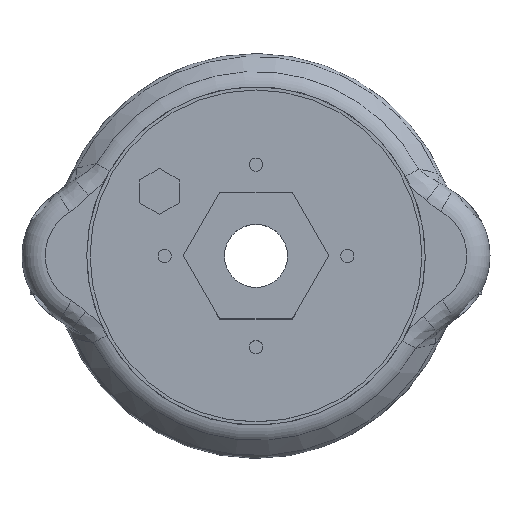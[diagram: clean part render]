
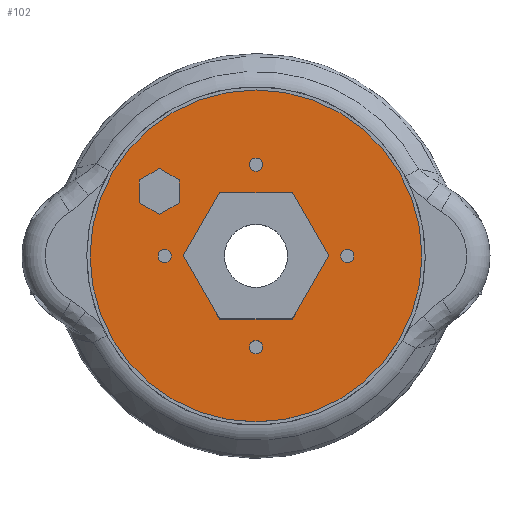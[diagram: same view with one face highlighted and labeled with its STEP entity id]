
A CAD part, top view. The second image highlights one B-rep face of the part: STEP entity #102.
In plain terms, the highlighted planar face has unit normal (0, 0, 1).
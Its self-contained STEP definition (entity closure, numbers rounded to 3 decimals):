
#102 = ADVANCED_FACE( '', ( #234, #235, #236, #237, #238, #239, #240 ), #241, .F. );
#234 = FACE_BOUND( '', #924, .T. );
#235 = FACE_BOUND( '', #925, .T. );
#236 = FACE_BOUND( '', #926, .T. );
#237 = FACE_BOUND( '', #927, .T. );
#238 = FACE_BOUND( '', #928, .T. );
#239 = FACE_OUTER_BOUND( '', #929, .T. );
#240 = FACE_BOUND( '', #930, .T. );
#241 = PLANE( '', #931 );
#924 = EDGE_LOOP( '', ( #2278, #2279, #2280, #2281, #2282, #2283 ) );
#925 = EDGE_LOOP( '', ( #2284 ) );
#926 = EDGE_LOOP( '', ( #2285 ) );
#927 = EDGE_LOOP( '', ( #2286 ) );
#928 = EDGE_LOOP( '', ( #2287 ) );
#929 = EDGE_LOOP( '', ( #2288 ) );
#930 = EDGE_LOOP( '', ( #2289, #2290, #2291, #2292, #2293, #2294 ) );
#931 = AXIS2_PLACEMENT_3D( '', #2295, #2296, #2297 );
#2278 = ORIENTED_EDGE( '', *, *, #2786, .F. );
#2279 = ORIENTED_EDGE( '', *, *, #2846, .F. );
#2280 = ORIENTED_EDGE( '', *, *, #2844, .F. );
#2281 = ORIENTED_EDGE( '', *, *, #2854, .F. );
#2282 = ORIENTED_EDGE( '', *, *, #2837, .F. );
#2283 = ORIENTED_EDGE( '', *, *, #2834, .F. );
#2284 = ORIENTED_EDGE( '', *, *, #2856, .T. );
#2285 = ORIENTED_EDGE( '', *, *, #2857, .T. );
#2286 = ORIENTED_EDGE( '', *, *, #2858, .T. );
#2287 = ORIENTED_EDGE( '', *, *, #2859, .T. );
#2288 = ORIENTED_EDGE( '', *, *, #2860, .F. );
#2289 = ORIENTED_EDGE( '', *, *, #2861, .F. );
#2290 = ORIENTED_EDGE( '', *, *, #2862, .F. );
#2291 = ORIENTED_EDGE( '', *, *, #2863, .F. );
#2292 = ORIENTED_EDGE( '', *, *, #2864, .F. );
#2293 = ORIENTED_EDGE( '', *, *, #2865, .F. );
#2294 = ORIENTED_EDGE( '', *, *, #2866, .F. );
#2295 = CARTESIAN_POINT( '', ( 0., -22.5, 14. ) );
#2296 = DIRECTION( '', ( 0., 0., -1. ) );
#2297 = DIRECTION( '', ( -1., 0., 0. ) );
#2786 = EDGE_CURVE( '', #3016, #3019, #3020, .T. );
#2834 = EDGE_CURVE( '', #3019, #3101, #3102, .T. );
#2837 = EDGE_CURVE( '', #3101, #3106, #3107, .T. );
#2844 = EDGE_CURVE( '', #3116, #3118, #3119, .T. );
#2846 = EDGE_CURVE( '', #3118, #3016, #3121, .T. );
#2854 = EDGE_CURVE( '', #3106, #3116, #3136, .T. );
#2856 = EDGE_CURVE( '', #3139, #3139, #3140, .T. );
#2857 = EDGE_CURVE( '', #3141, #3141, #3142, .T. );
#2858 = EDGE_CURVE( '', #3143, #3143, #3144, .T. );
#2859 = EDGE_CURVE( '', #3145, #3145, #3146, .T. );
#2860 = EDGE_CURVE( '', #3147, #3147, #3148, .T. );
#2861 = EDGE_CURVE( '', #3149, #3150, #3151, .T. );
#2862 = EDGE_CURVE( '', #3152, #3149, #3153, .T. );
#2863 = EDGE_CURVE( '', #3154, #3152, #3155, .T. );
#2864 = EDGE_CURVE( '', #3156, #3154, #3157, .T. );
#2865 = EDGE_CURVE( '', #3158, #3156, #3159, .T. );
#2866 = EDGE_CURVE( '', #3150, #3158, #3160, .T. );
#3016 = VERTEX_POINT( '', #3344 );
#3019 = VERTEX_POINT( '', #3348 );
#3020 = LINE( '', #3349, #3350 );
#3101 = VERTEX_POINT( '', #3853 );
#3102 = LINE( '', #3854, #3855 );
#3106 = VERTEX_POINT( '', #3861 );
#3107 = LINE( '', #3862, #3863 );
#3116 = VERTEX_POINT( '', #3877 );
#3118 = VERTEX_POINT( '', #3880 );
#3119 = LINE( '', #3881, #3882 );
#3121 = LINE( '', #3885, #3886 );
#3136 = LINE( '', #3907, #3908 );
#3139 = VERTEX_POINT( '', #3911 );
#3140 = CIRCLE( '', #3912, 2. );
#3141 = VERTEX_POINT( '', #3913 );
#3142 = CIRCLE( '', #3914, 2. );
#3143 = VERTEX_POINT( '', #3915 );
#3144 = CIRCLE( '', #3916, 2. );
#3145 = VERTEX_POINT( '', #3917 );
#3146 = CIRCLE( '', #3918, 2. );
#3147 = VERTEX_POINT( '', #3919 );
#3148 = CIRCLE( '', #3920, 50. );
#3149 = VERTEX_POINT( '', #3921 );
#3150 = VERTEX_POINT( '', #3922 );
#3151 = LINE( '', #3923, #3924 );
#3152 = VERTEX_POINT( '', #3925 );
#3153 = LINE( '', #3926, #3927 );
#3154 = VERTEX_POINT( '', #3928 );
#3155 = LINE( '', #3929, #3930 );
#3156 = VERTEX_POINT( '', #3931 );
#3157 = LINE( '', #3932, #3933 );
#3158 = VERTEX_POINT( '', #3934 );
#3159 = LINE( '', #3935, #3936 );
#3160 = LINE( '', #3937, #3938 );
#3344 = CARTESIAN_POINT( '', ( -29.101, 12.517, 14. ) );
#3348 = CARTESIAN_POINT( '', ( -23.101, 15.981, 14. ) );
#3349 = CARTESIAN_POINT( '', ( -29.101, 12.517, 14. ) );
#3350 = VECTOR( '', #4667, 1000. );
#3853 = CARTESIAN_POINT( '', ( -23.101, 22.909, 14. ) );
#3854 = CARTESIAN_POINT( '', ( -23.101, 15.981, 14. ) );
#3855 = VECTOR( '', #4741, 1000. );
#3861 = CARTESIAN_POINT( '', ( -29.101, 26.373, 14. ) );
#3862 = CARTESIAN_POINT( '', ( -23.101, 22.909, 14. ) );
#3863 = VECTOR( '', #4744, 1000. );
#3877 = CARTESIAN_POINT( '', ( -35.101, 22.909, 14. ) );
#3880 = CARTESIAN_POINT( '', ( -35.101, 15.981, 14. ) );
#3881 = CARTESIAN_POINT( '', ( -35.101, 22.909, 14. ) );
#3882 = VECTOR( '', #4751, 1000. );
#3885 = CARTESIAN_POINT( '', ( -35.101, 15.981, 14. ) );
#3886 = VECTOR( '', #4753, 1000. );
#3907 = CARTESIAN_POINT( '', ( -29.101, 26.373, 14. ) );
#3908 = VECTOR( '', #4763, 1000. );
#3911 = CARTESIAN_POINT( '', ( 0., 25.5, 14. ) );
#3912 = AXIS2_PLACEMENT_3D( '', #4767, #4768, #4769 );
#3913 = CARTESIAN_POINT( '', ( 0., -29.5, 14. ) );
#3914 = AXIS2_PLACEMENT_3D( '', #4770, #4771, #4772 );
#3915 = CARTESIAN_POINT( '', ( -27.5, -2., 14. ) );
#3916 = AXIS2_PLACEMENT_3D( '', #4773, #4774, #4775 );
#3917 = CARTESIAN_POINT( '', ( 27.5, -2., 14. ) );
#3918 = AXIS2_PLACEMENT_3D( '', #4776, #4777, #4778 );
#3919 = CARTESIAN_POINT( '', ( -50., 0., 14. ) );
#3920 = AXIS2_PLACEMENT_3D( '', #4779, #4780, #4781 );
#3921 = CARTESIAN_POINT( '', ( 10.97, 19., 14. ) );
#3922 = CARTESIAN_POINT( '', ( -10.97, 19., 14. ) );
#3923 = CARTESIAN_POINT( '', ( 10.97, 19., 14. ) );
#3924 = VECTOR( '', #4782, 1000. );
#3925 = CARTESIAN_POINT( '', ( 21.939, 0., 14. ) );
#3926 = CARTESIAN_POINT( '', ( 21.939, 0., 14. ) );
#3927 = VECTOR( '', #4783, 1000. );
#3928 = CARTESIAN_POINT( '', ( 10.97, -19., 14. ) );
#3929 = CARTESIAN_POINT( '', ( 10.97, -19., 14. ) );
#3930 = VECTOR( '', #4784, 1000. );
#3931 = CARTESIAN_POINT( '', ( -10.97, -19., 14. ) );
#3932 = CARTESIAN_POINT( '', ( -10.97, -19., 14. ) );
#3933 = VECTOR( '', #4785, 1000. );
#3934 = CARTESIAN_POINT( '', ( -21.939, 0., 14. ) );
#3935 = CARTESIAN_POINT( '', ( -21.939, 0., 14. ) );
#3936 = VECTOR( '', #4786, 1000. );
#3937 = CARTESIAN_POINT( '', ( -10.97, 19., 14. ) );
#3938 = VECTOR( '', #4787, 1000. );
#4667 = DIRECTION( '', ( 0.866, 0.5, 0. ) );
#4741 = DIRECTION( '', ( 0., 1., 0. ) );
#4744 = DIRECTION( '', ( -0.866, 0.5, 0. ) );
#4751 = DIRECTION( '', ( 0., -1., 0. ) );
#4753 = DIRECTION( '', ( 0.866, -0.5, 0. ) );
#4763 = DIRECTION( '', ( -0.866, -0.5, 0. ) );
#4767 = CARTESIAN_POINT( '', ( 0., 27.5, 14. ) );
#4768 = DIRECTION( '', ( 0., 0., -1. ) );
#4769 = DIRECTION( '', ( 0., -1., 0. ) );
#4770 = CARTESIAN_POINT( '', ( 0., -27.5, 14. ) );
#4771 = DIRECTION( '', ( 0., 0., -1. ) );
#4772 = DIRECTION( '', ( 0., -1., 0. ) );
#4773 = CARTESIAN_POINT( '', ( -27.5, 0., 14. ) );
#4774 = DIRECTION( '', ( 0., 0., -1. ) );
#4775 = DIRECTION( '', ( 0., -1., 0. ) );
#4776 = CARTESIAN_POINT( '', ( 27.5, 0., 14. ) );
#4777 = DIRECTION( '', ( 0., 0., -1. ) );
#4778 = DIRECTION( '', ( 0., -1., 0. ) );
#4779 = CARTESIAN_POINT( '', ( 0., 0., 14. ) );
#4780 = DIRECTION( '', ( 0., 0., -1. ) );
#4781 = DIRECTION( '', ( -1., 0., 0. ) );
#4782 = DIRECTION( '', ( -1., 0., 0. ) );
#4783 = DIRECTION( '', ( -0.5, 0.866, 0. ) );
#4784 = DIRECTION( '', ( 0.5, 0.866, 0. ) );
#4785 = DIRECTION( '', ( 1., 0., 0. ) );
#4786 = DIRECTION( '', ( 0.5, -0.866, 0. ) );
#4787 = DIRECTION( '', ( -0.5, -0.866, 0. ) );
